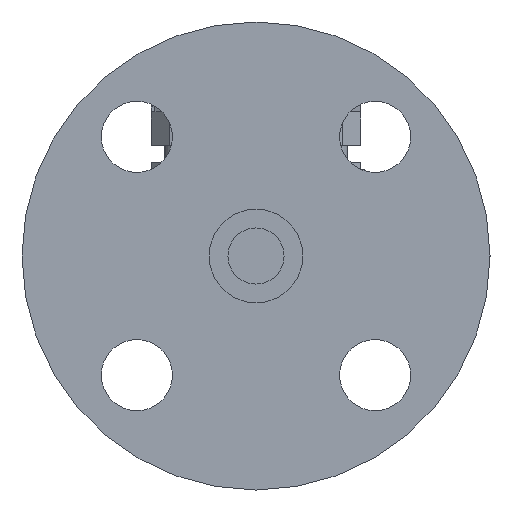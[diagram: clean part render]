
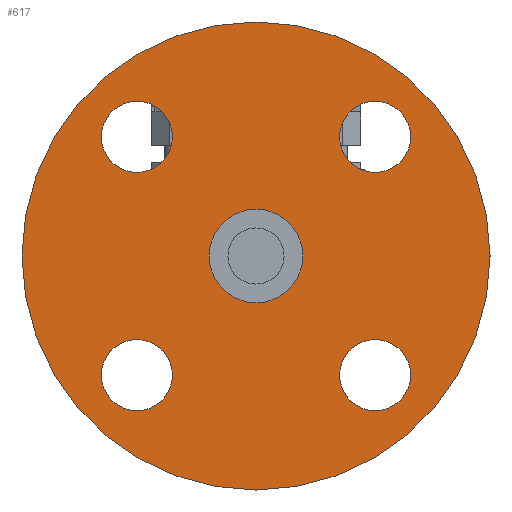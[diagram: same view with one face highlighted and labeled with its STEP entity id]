
A CAD part, left-side view. The second image highlights one B-rep face of the part: STEP entity #617.
In plain terms, the highlighted free-form (B-spline) face has degree [1, 1] with [2, 2] control points.
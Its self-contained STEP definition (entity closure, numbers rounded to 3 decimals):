
#389=CARTESIAN_POINT('',(-105.0,0.0,37.5));
#390=VERTEX_POINT('',#389);
#391=CARTESIAN_POINT('',(-105.0,0.0,-25.));
#392=DIRECTION('',(-1.0,0.0,0.0));
#393=DIRECTION('',(0.0,0.0,1.0));
#394=AXIS2_PLACEMENT_3D('',#391,#392,#393);
#395=CIRCLE('',#394,62.5);
#396=EDGE_CURVE('',#390,#390,#395,.T.);
#412=CARTESIAN_POINT('',(-105.0,-22.32,-56.82));
#413=VERTEX_POINT('',#412);
#414=CARTESIAN_POINT('',(-105.0,-31.82,-56.82));
#415=DIRECTION('',(1.0,0.0,0.0));
#416=DIRECTION('',(0.0,1.0,0.0));
#417=AXIS2_PLACEMENT_3D('',#414,#415,#416);
#418=CIRCLE('',#417,9.5);
#419=EDGE_CURVE('',#413,#413,#418,.T.);
#432=CARTESIAN_POINT('',(-105.0,31.82,-47.32));
#433=VERTEX_POINT('',#432);
#434=CARTESIAN_POINT('',(-105.0,31.82,-56.82));
#435=DIRECTION('',(1.0,0.0,0.0));
#436=DIRECTION('',(0.0,0.0,1.0));
#437=AXIS2_PLACEMENT_3D('',#434,#435,#436);
#438=CIRCLE('',#437,9.5);
#439=EDGE_CURVE('',#433,#433,#438,.T.);
#452=CARTESIAN_POINT('',(-105.0,22.32,6.82));
#453=VERTEX_POINT('',#452);
#454=CARTESIAN_POINT('',(-105.0,31.82,6.82));
#455=DIRECTION('',(1.0,0.0,0.0));
#456=DIRECTION('',(0.0,-1.0,0.0));
#457=AXIS2_PLACEMENT_3D('',#454,#455,#456);
#458=CIRCLE('',#457,9.5);
#459=EDGE_CURVE('',#453,#453,#458,.T.);
#472=CARTESIAN_POINT('',(-105.0,-31.82,-2.68));
#473=VERTEX_POINT('',#472);
#474=CARTESIAN_POINT('',(-105.0,-31.82,6.82));
#475=DIRECTION('',(1.0,0.0,0.0));
#476=DIRECTION('',(0.0,0.0,-1.0));
#477=AXIS2_PLACEMENT_3D('',#474,#475,#476);
#478=CIRCLE('',#477,9.5);
#479=EDGE_CURVE('',#473,#473,#478,.T.);
#579=CARTESIAN_POINT('',(-105.0,0.0,-12.5));
#580=VERTEX_POINT('',#579);
#581=CARTESIAN_POINT('',(-105.0,0.0,-25.));
#582=DIRECTION('',(-1.0,0.0,0.0));
#583=DIRECTION('',(0.0,0.0,1.0));
#584=AXIS2_PLACEMENT_3D('',#581,#582,#583);
#585=CIRCLE('',#584,12.5);
#586=EDGE_CURVE('',#580,#580,#585,.T.);
#594=CARTESIAN_POINT('',(-105.0,62.5,37.5));
#595=CARTESIAN_POINT('',(-105.0,62.5,-87.5));
#596=CARTESIAN_POINT('',(-105.0,-62.5,37.5));
#597=CARTESIAN_POINT('',(-105.0,-62.5,-87.5));
#598=B_SPLINE_SURFACE_WITH_KNOTS('',1,1,((#594,#596),(#595,#597)),.UNSPECIFIED.,.F.,.F.,.U.,(2,2),(2,2),(0.0,125.0),(0.0,125.0),.UNSPECIFIED.);
#599=ORIENTED_EDGE('',*,*,#396,.T.);
#600=EDGE_LOOP('',(#599));
#601=FACE_OUTER_BOUND('',#600,.T.);
#602=ORIENTED_EDGE('',*,*,#419,.T.);
#603=EDGE_LOOP('',(#602));
#604=FACE_BOUND('',#603,.T.);
#605=ORIENTED_EDGE('',*,*,#439,.T.);
#606=EDGE_LOOP('',(#605));
#607=FACE_BOUND('',#606,.T.);
#608=ORIENTED_EDGE('',*,*,#459,.T.);
#609=EDGE_LOOP('',(#608));
#610=FACE_BOUND('',#609,.T.);
#611=ORIENTED_EDGE('',*,*,#479,.T.);
#612=EDGE_LOOP('',(#611));
#613=FACE_BOUND('',#612,.T.);
#614=ORIENTED_EDGE('',*,*,#586,.F.);
#615=EDGE_LOOP('',(#614));
#616=FACE_BOUND('',#615,.T.);
#617=ADVANCED_FACE('',(#601,#604,#607,#610,#613,#616),#598,.T.);
